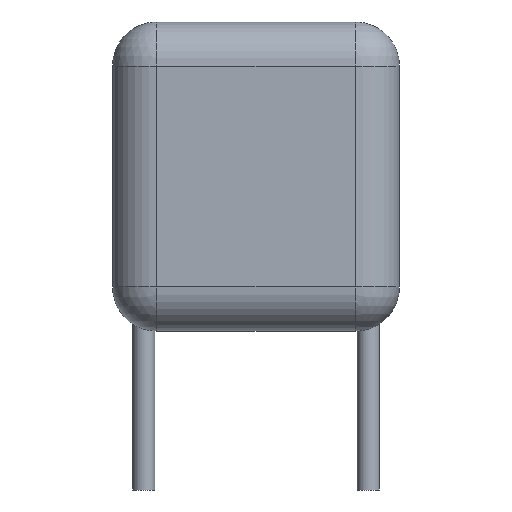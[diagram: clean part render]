
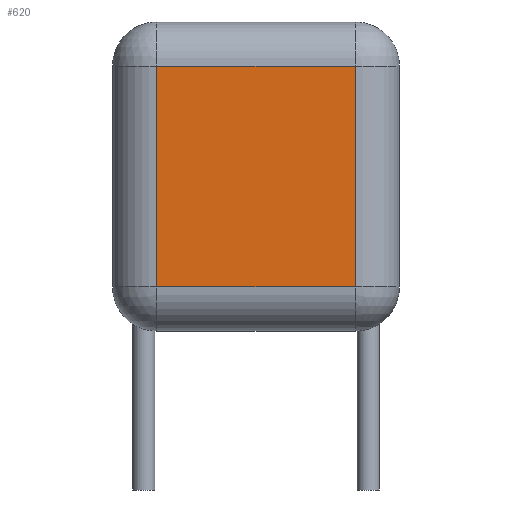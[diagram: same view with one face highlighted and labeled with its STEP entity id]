
A CAD part, front view. The second image highlights one B-rep face of the part: STEP entity #620.
In plain terms, the highlighted planar face has unit normal (0, -1, 0).
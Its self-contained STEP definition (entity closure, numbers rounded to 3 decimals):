
#177=CARTESIAN_POINT('',(-2.25,-1.75,1.0));
#178=VERTEX_POINT('',#177);
#256=CARTESIAN_POINT('',(2.25,-1.75,1.0));
#257=VERTEX_POINT('',#256);
#282=CARTESIAN_POINT('',(-2.25,-1.75,6.0));
#283=VERTEX_POINT('',#282);
#326=CARTESIAN_POINT('',(2.25,-1.75,6.0));
#327=VERTEX_POINT('',#326);
#351=CARTESIAN_POINT('',(-2.25,-1.75,6.0));
#352=DIRECTION('',(1.0,0.0,0.0));
#353=VECTOR('',#352,4.5);
#354=LINE('',#351,#353);
#355=EDGE_CURVE('',#283,#327,#354,.T.);
#373=CARTESIAN_POINT('',(2.25,-1.75,6.0));
#374=DIRECTION('',(0.0,0.0,-1.0));
#375=VECTOR('',#374,5.0);
#376=LINE('',#373,#375);
#377=EDGE_CURVE('',#327,#257,#376,.T.);
#424=CARTESIAN_POINT('',(-2.25,-1.75,1.0));
#425=DIRECTION('',(0.0,0.0,1.0));
#426=VECTOR('',#425,5.0);
#427=LINE('',#424,#426);
#428=EDGE_CURVE('',#178,#283,#427,.T.);
#461=CARTESIAN_POINT('',(2.25,-1.75,1.0));
#462=DIRECTION('',(-1.0,0.0,0.0));
#463=VECTOR('',#462,4.5);
#464=LINE('',#461,#463);
#465=EDGE_CURVE('',#257,#178,#464,.T.);
#609=CARTESIAN_POINT('',(3.25,-1.75,0.0));
#610=DIRECTION('',(0.0,-1.0,0.0));
#611=DIRECTION('',(0.0,0.0,-1.0));
#612=AXIS2_PLACEMENT_3D('',#609,#610,#611);
#613=PLANE('',#612);
#614=ORIENTED_EDGE('',*,*,#355,.F.);
#615=ORIENTED_EDGE('',*,*,#428,.F.);
#616=ORIENTED_EDGE('',*,*,#465,.F.);
#617=ORIENTED_EDGE('',*,*,#377,.F.);
#618=EDGE_LOOP('',(#614,#615,#616,#617));
#619=FACE_OUTER_BOUND('',#618,.T.);
#620=ADVANCED_FACE('',(#619),#613,.T.);
